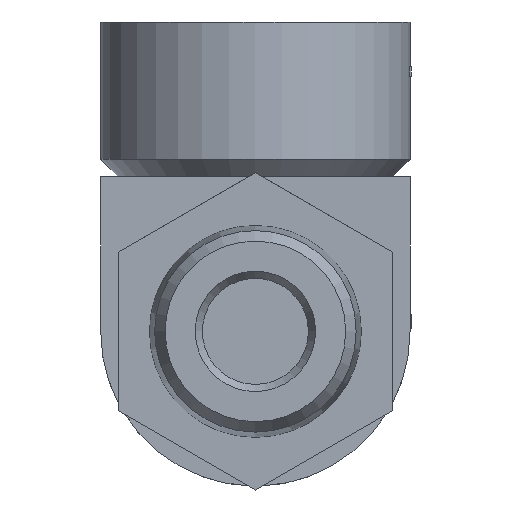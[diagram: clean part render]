
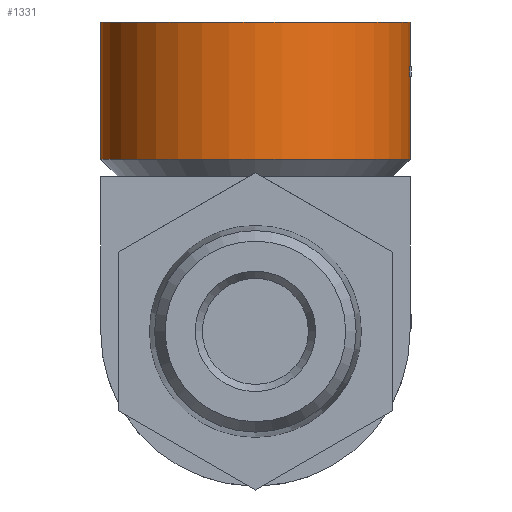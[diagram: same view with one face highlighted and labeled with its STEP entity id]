
A CAD part, front view. The second image highlights one B-rep face of the part: STEP entity #1331.
In plain terms, the highlighted cylindrical face has radius 12.5 mm (diameter 25 mm), a full revolution.
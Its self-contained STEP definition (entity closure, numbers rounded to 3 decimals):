
#35=ELLIPSE('',#1462,14.909,12.5);
#36=ELLIPSE('',#1464,14.909,12.5);
#39=CYLINDRICAL_SURFACE('',#1458,12.5);
#97=LINE('',#2129,#229);
#98=LINE('',#2139,#230);
#99=LINE('',#2143,#231);
#100=LINE('',#2147,#232);
#229=VECTOR('',#1709,1000.);
#230=VECTOR('',#1718,1000.);
#231=VECTOR('',#1721,1000.);
#232=VECTOR('',#1724,1000.);
#447=ORIENTED_EDGE('',*,*,#763,.F.);
#448=ORIENTED_EDGE('',*,*,#764,.T.);
#449=ORIENTED_EDGE('',*,*,#765,.T.);
#450=ORIENTED_EDGE('',*,*,#766,.T.);
#451=ORIENTED_EDGE('',*,*,#767,.T.);
#452=ORIENTED_EDGE('',*,*,#768,.T.);
#453=ORIENTED_EDGE('',*,*,#769,.T.);
#454=ORIENTED_EDGE('',*,*,#770,.T.);
#455=ORIENTED_EDGE('',*,*,#771,.T.);
#456=ORIENTED_EDGE('',*,*,#772,.T.);
#457=ORIENTED_EDGE('',*,*,#773,.T.);
#458=ORIENTED_EDGE('',*,*,#774,.T.);
#459=ORIENTED_EDGE('',*,*,#761,.T.);
#761=EDGE_CURVE('',#927,#927,#1013,.T.);
#763=EDGE_CURVE('',#929,#929,#1015,.T.);
#764=EDGE_CURVE('',#930,#931,#1016,.T.);
#765=EDGE_CURVE('',#931,#932,#97,.T.);
#766=EDGE_CURVE('',#932,#933,#1017,.T.);
#767=EDGE_CURVE('',#933,#934,#35,.T.);
#768=EDGE_CURVE('',#934,#935,#1018,.T.);
#769=EDGE_CURVE('',#935,#936,#36,.T.);
#770=EDGE_CURVE('',#936,#937,#98,.T.);
#771=EDGE_CURVE('',#937,#938,#1019,.T.);
#772=EDGE_CURVE('',#938,#939,#99,.T.);
#773=EDGE_CURVE('',#939,#940,#1020,.T.);
#774=EDGE_CURVE('',#940,#930,#100,.F.);
#927=VERTEX_POINT('',#2120);
#929=VERTEX_POINT('',#2125);
#930=VERTEX_POINT('',#2127);
#931=VERTEX_POINT('',#2128);
#932=VERTEX_POINT('',#2130);
#933=VERTEX_POINT('',#2132);
#934=VERTEX_POINT('',#2134);
#935=VERTEX_POINT('',#2136);
#936=VERTEX_POINT('',#2138);
#937=VERTEX_POINT('',#2140);
#938=VERTEX_POINT('',#2142);
#939=VERTEX_POINT('',#2144);
#940=VERTEX_POINT('',#2146);
#1013=CIRCLE('',#1456,12.5);
#1015=CIRCLE('',#1459,12.5);
#1016=CIRCLE('',#1460,12.5);
#1017=CIRCLE('',#1461,12.5);
#1018=CIRCLE('',#1463,12.5);
#1019=CIRCLE('',#1465,12.5);
#1020=CIRCLE('',#1466,12.5);
#1071=EDGE_LOOP('',(#447));
#1072=EDGE_LOOP('',(#448,#449,#450,#451,#452,#453,#454,#455,#456,#457,#458));
#1073=EDGE_LOOP('',(#459));
#1175=FACE_BOUND('',#1071,.T.);
#1176=FACE_BOUND('',#1072,.T.);
#1177=FACE_BOUND('',#1073,.T.);
#1331=ADVANCED_FACE('',(#1175,#1176,#1177),#39,.T.);
#1456=AXIS2_PLACEMENT_3D('',#2119,#1699,#1700);
#1458=AXIS2_PLACEMENT_3D('',#2123,#1703,#1704);
#1459=AXIS2_PLACEMENT_3D('',#2124,#1705,#1706);
#1460=AXIS2_PLACEMENT_3D('',#2126,#1707,#1708);
#1461=AXIS2_PLACEMENT_3D('',#2131,#1710,#1711);
#1462=AXIS2_PLACEMENT_3D('',#2133,#1712,#1713);
#1463=AXIS2_PLACEMENT_3D('',#2135,#1714,#1715);
#1464=AXIS2_PLACEMENT_3D('',#2137,#1716,#1717);
#1465=AXIS2_PLACEMENT_3D('',#2141,#1719,#1720);
#1466=AXIS2_PLACEMENT_3D('',#2145,#1722,#1723);
#1699=DIRECTION('',(0.,0.,-1.));
#1700=DIRECTION('',(-1.,0.,0.));
#1703=DIRECTION('',(0.,0.,-1.));
#1704=DIRECTION('',(-1.,0.,0.));
#1705=DIRECTION('',(0.,0.,-1.));
#1706=DIRECTION('',(-1.,0.,0.));
#1707=DIRECTION('',(0.,0.,1.));
#1708=DIRECTION('',(1.,0.,0.));
#1709=DIRECTION('',(0.,0.,-1.));
#1710=DIRECTION('',(0.,0.,1.));
#1711=DIRECTION('',(1.,0.,0.));
#1712=DIRECTION('',(0.,-0.545,-0.838));
#1713=DIRECTION('',(0.,0.838,-0.545));
#1714=DIRECTION('',(0.,0.,1.));
#1715=DIRECTION('',(1.,0.,0.));
#1716=DIRECTION('',(0.,0.545,0.838));
#1717=DIRECTION('',(0.,0.838,-0.545));
#1718=DIRECTION('',(0.,0.,-1.));
#1719=DIRECTION('',(0.,0.,-1.));
#1720=DIRECTION('',(-1.,0.,0.));
#1721=DIRECTION('',(0.,0.,-1.));
#1722=DIRECTION('',(0.,0.,-1.));
#1723=DIRECTION('',(-1.,0.,0.));
#1724=DIRECTION('',(0.,0.,-1.));
#2119=CARTESIAN_POINT('',(0.,24.9,25.));
#2120=CARTESIAN_POINT('',(-12.5,24.9,25.));
#2123=CARTESIAN_POINT('',(0.,24.9,12.5));
#2124=CARTESIAN_POINT('',(0.,24.9,13.914));
#2125=CARTESIAN_POINT('',(-12.5,24.9,13.914));
#2126=CARTESIAN_POINT('',(0.,24.9,21.38));
#2127=CARTESIAN_POINT('',(12.471,24.05,21.38));
#2128=CARTESIAN_POINT('',(12.486,24.316,21.38));
#2129=CARTESIAN_POINT('',(12.486,24.316,12.5));
#2130=CARTESIAN_POINT('',(12.486,24.316,21.133));
#2131=CARTESIAN_POINT('',(0.,24.9,21.133));
#2132=CARTESIAN_POINT('',(12.482,25.57,21.133));
#2133=CARTESIAN_POINT('',(0.,24.9,21.569));
#2134=CARTESIAN_POINT('',(12.497,25.19,21.38));
#2135=CARTESIAN_POINT('',(0.,24.9,21.38));
#2136=CARTESIAN_POINT('',(12.482,25.57,21.38));
#2137=CARTESIAN_POINT('',(0.,24.9,21.816));
#2138=CARTESIAN_POINT('',(12.456,25.95,21.133));
#2139=CARTESIAN_POINT('',(12.456,25.95,12.5));
#2140=CARTESIAN_POINT('',(12.456,25.95,20.867));
#2141=CARTESIAN_POINT('',(0.,24.9,20.867));
#2142=CARTESIAN_POINT('',(12.486,24.316,20.867));
#2143=CARTESIAN_POINT('',(12.486,24.316,12.5));
#2144=CARTESIAN_POINT('',(12.486,24.316,20.62));
#2145=CARTESIAN_POINT('',(0.,24.9,20.62));
#2146=CARTESIAN_POINT('',(12.471,24.05,20.62));
#2147=CARTESIAN_POINT('',(12.471,24.05,12.5));
